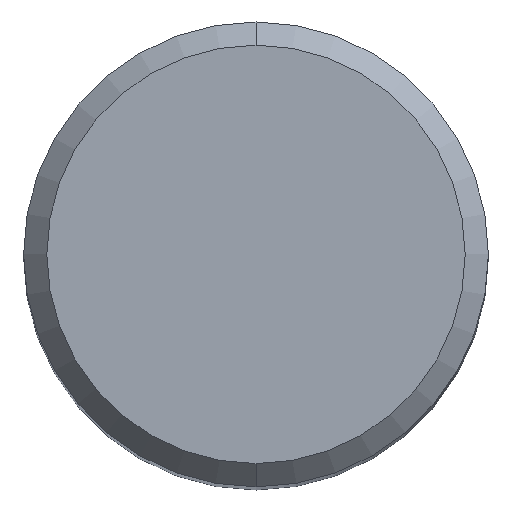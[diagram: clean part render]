
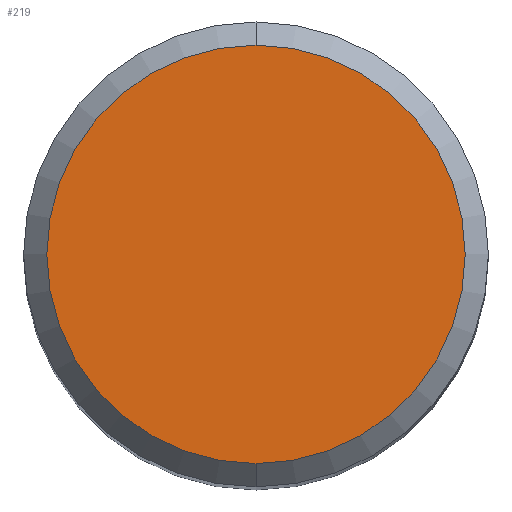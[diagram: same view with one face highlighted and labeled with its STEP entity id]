
A CAD part, top view. The second image highlights one B-rep face of the part: STEP entity #219.
In plain terms, the highlighted planar face has unit normal (0, 0, 1).
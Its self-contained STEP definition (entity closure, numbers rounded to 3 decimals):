
#111=EDGE_CURVE('',#209,#147,#264,.T.);
#147=VERTEX_POINT('',#304);
#175=EDGE_CURVE('',#147,#209,#336,.T.);
#209=VERTEX_POINT('',#374);
#219=ADVANCED_FACE('',(#385),#386,.T.);
#264=CIRCLE('',#431,4.5);
#304=CARTESIAN_POINT('',(0.0,4.5,0.));
#336=CIRCLE('',#524,4.5);
#374=CARTESIAN_POINT('',(0.,-4.5,0.));
#385=FACE_OUTER_BOUND('',#584,.T.);
#386=PLANE('',#585);
#431=AXIS2_PLACEMENT_3D('',#620,#621,#622);
#524=AXIS2_PLACEMENT_3D('',#713,#714,#715);
#584=EDGE_LOOP('',(#771,#772));
#585=AXIS2_PLACEMENT_3D('',#773,#774,#775);
#620=CARTESIAN_POINT('',(0.0,0.0,0.));
#621=DIRECTION('',(0.0,0.0,-1.0));
#622=DIRECTION('',(0.0,1.0,0.0));
#713=CARTESIAN_POINT('',(0.0,0.0,0.));
#714=DIRECTION('',(0.0,0.0,-1.0));
#715=DIRECTION('',(0.0,1.0,0.0));
#771=ORIENTED_EDGE('',*,*,#175,.F.);
#772=ORIENTED_EDGE('',*,*,#111,.F.);
#773=CARTESIAN_POINT('',(0.0,2.25,0.));
#774=DIRECTION('',(-0.0,0.0,1.0));
#775=DIRECTION('',(0.0,-1.0,0.0));
